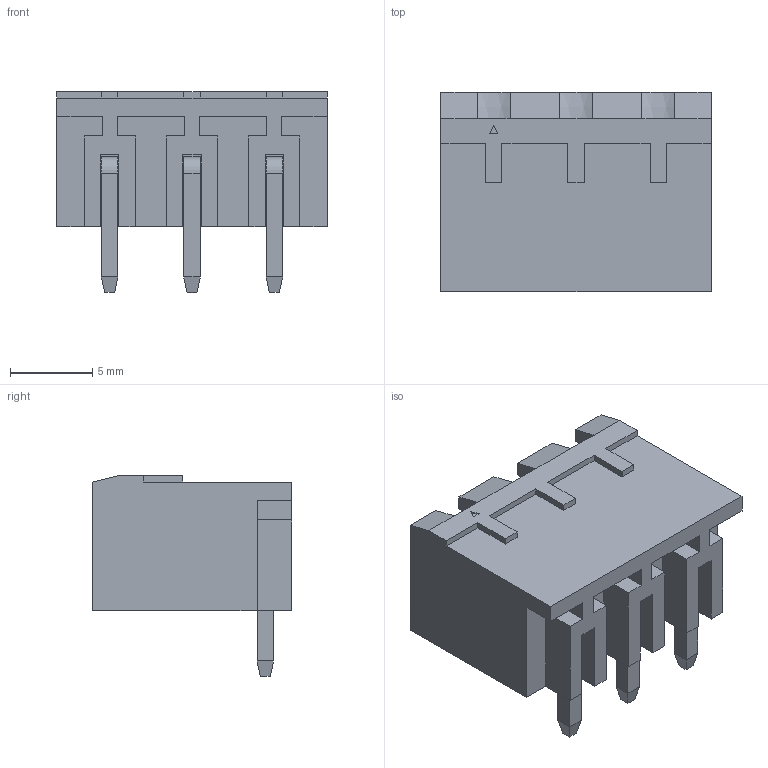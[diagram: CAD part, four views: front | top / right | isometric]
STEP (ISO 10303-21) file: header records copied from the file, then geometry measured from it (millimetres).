
FILE_DESCRIPTION (( 'STEP AP214' ), '1' );
FILE_NAME ('2EDGRC-5.0-03P-14-00AH.STEP', '2021-02-12T20:44:15', ( '' ), ( '' ), 'SwSTEP 2.0', 'SolidWorks 2020', '' );
FILE_SCHEMA (( 'AUTOMOTIVE_DESIGN' ));
Length unit declared in the file: millimetre
Products named in the file (1): 2EDGRC-5.0-03P-14-00AH
Bounding box: 16.4 x 12.1 x 12.2 mm (x, y, z)
Volume: 724.7 mm3; surface area: 1538 mm2
Topology: 1 solids, 1 shells, 478 faces, 1284 edges, 838 vertices
Faces by surface type: plane 309, bspline 151, cone 9, cylinder 9
Entity records: 26053 total; most frequent: CARTESIAN_POINT 11406, ORIENTED_EDGE 2568, DIRECTION 1695, EDGE_CURVE 1284, LINE 937, VECTOR 937, VERTEX_POINT 838, EDGE_LOOP 508
